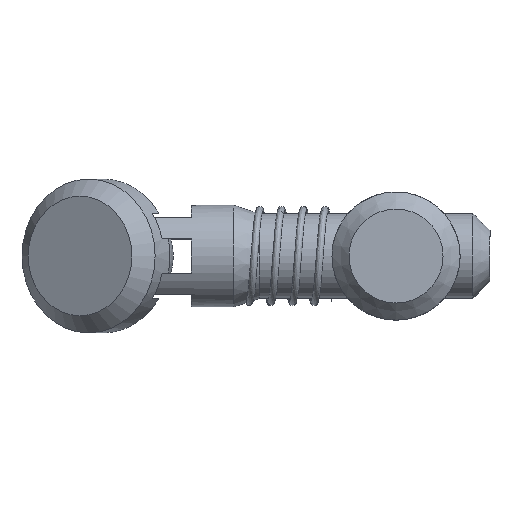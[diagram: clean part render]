
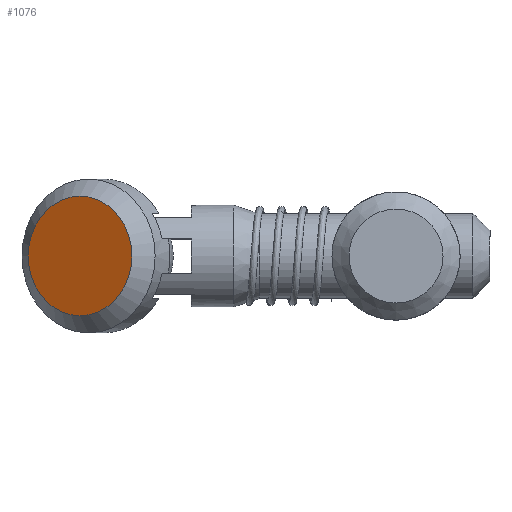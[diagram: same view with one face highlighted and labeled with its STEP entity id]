
A CAD part, left-side view. The second image highlights one B-rep face of the part: STEP entity #1076.
In plain terms, the highlighted planar face has unit normal (-0.866, 0.5, 0.001).
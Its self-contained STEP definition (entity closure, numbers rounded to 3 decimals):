
#217=CIRCLE('',#1174,7.);
#288=PLANE('',#1205);
#340=FACE_OUTER_BOUND('',#404,.T.);
#404=EDGE_LOOP('',(#910));
#507=VERTEX_POINT('',#3350);
#638=EDGE_CURVE('',#507,#507,#217,.T.);
#910=ORIENTED_EDGE('',*,*,#638,.T.);
#1076=ADVANCED_FACE('',(#340),#288,.F.);
#1174=AXIS2_PLACEMENT_3D('',#3352,#1387,#1388);
#1205=AXIS2_PLACEMENT_3D('',#3429,#1461,#1462);
#1387=DIRECTION('center_axis',(-0.866,0.5,0.001));
#1388=DIRECTION('ref_axis',(-0.001,0.,-1.));
#1461=DIRECTION('center_axis',(0.866,-0.5,-0.001));
#1462=DIRECTION('ref_axis',(-0.001,0.,-1.));
#3350=CARTESIAN_POINT('',(-7.855,23.179,7.206));
#3352=CARTESIAN_POINT('Origin',(-7.864,23.179,0.206));
#3429=CARTESIAN_POINT('Origin',(-7.864,23.179,0.206));
